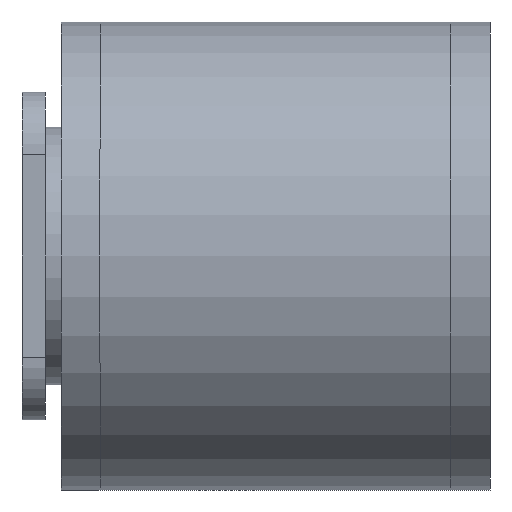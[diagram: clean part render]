
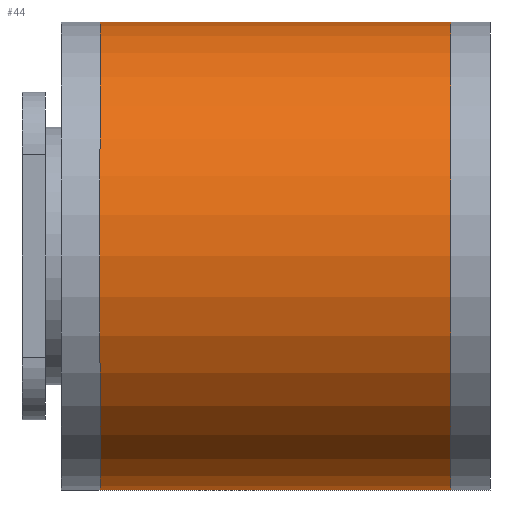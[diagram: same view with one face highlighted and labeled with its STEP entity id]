
A CAD part, left-side view. The second image highlights one B-rep face of the part: STEP entity #44.
In plain terms, the highlighted cylindrical face has radius 30 mm (diameter 60 mm), a partial arc.
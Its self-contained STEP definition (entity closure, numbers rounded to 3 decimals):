
#9 = CARTESIAN_POINT ( 'NONE',  ( 0., 0., 30. ) ) ;
#43 = ORIENTED_EDGE ( 'NONE', *, *, #442, .T. ) ;
#44 = ADVANCED_FACE ( 'NONE', ( #627 ), #1212, .T. ) ;
#49 = CARTESIAN_POINT ( 'NONE',  ( 0., 45., 0. ) ) ;
#52 = LINE ( 'NONE', #155, #703 ) ;
#131 = AXIS2_PLACEMENT_3D ( 'NONE', #350, #257, #360 ) ;
#132 = CIRCLE ( 'NONE', #610, 30. ) ;
#155 = CARTESIAN_POINT ( 'NONE',  ( 0., 45., -30. ) ) ;
#162 = EDGE_CURVE ( 'NONE', #876, #569, #1174, .T. ) ;
#175 = DIRECTION ( 'NONE',  ( 0., -1., 0. ) ) ;
#181 = VECTOR ( 'NONE', #494, 1000. ) ;
#255 = CARTESIAN_POINT ( 'NONE',  ( 0., 0., 0. ) ) ;
#257 = DIRECTION ( 'NONE',  ( 0., -1., 0. ) ) ;
#270 = CARTESIAN_POINT ( 'NONE',  ( 0., 45., -30. ) ) ;
#350 = CARTESIAN_POINT ( 'NONE',  ( 0., 45., 0. ) ) ;
#360 = DIRECTION ( 'NONE',  ( 0., 0., -1. ) ) ;
#385 = ORIENTED_EDGE ( 'NONE', *, *, #1219, .F. ) ;
#424 = DIRECTION ( 'NONE',  ( 0., 1., 0. ) ) ;
#436 = DIRECTION ( 'NONE',  ( 0., 1., 0. ) ) ;
#442 = EDGE_CURVE ( 'NONE', #897, #770, #132, .T. ) ;
#478 = EDGE_LOOP ( 'NONE', ( #385, #734, #1135, #43 ) ) ;
#489 = LINE ( 'NONE', #1089, #181 ) ;
#494 = DIRECTION ( 'NONE',  ( 0., -1., 0. ) ) ;
#569 = VERTEX_POINT ( 'NONE', #1236 ) ;
#610 = AXIS2_PLACEMENT_3D ( 'NONE', #255, #436, #1019 ) ;
#627 = FACE_OUTER_BOUND ( 'NONE', #478, .T. ) ;
#646 = AXIS2_PLACEMENT_3D ( 'NONE', #49, #424, #816 ) ;
#703 = VECTOR ( 'NONE', #175, 1000. ) ;
#734 = ORIENTED_EDGE ( 'NONE', *, *, #162, .F. ) ;
#770 = VERTEX_POINT ( 'NONE', #9 ) ;
#813 = EDGE_CURVE ( 'NONE', #876, #897, #52, .T. ) ;
#816 = DIRECTION ( 'NONE',  ( 0., 0., 1. ) ) ;
#876 = VERTEX_POINT ( 'NONE', #270 ) ;
#897 = VERTEX_POINT ( 'NONE', #1100 ) ;
#1019 = DIRECTION ( 'NONE',  ( 0., 0., 1. ) ) ;
#1089 = CARTESIAN_POINT ( 'NONE',  ( 0., 45., 30. ) ) ;
#1100 = CARTESIAN_POINT ( 'NONE',  ( 0., 0., -30. ) ) ;
#1135 = ORIENTED_EDGE ( 'NONE', *, *, #813, .T. ) ;
#1174 = CIRCLE ( 'NONE', #646, 30. ) ;
#1212 = CYLINDRICAL_SURFACE ( 'NONE', #131, 30. ) ;
#1219 = EDGE_CURVE ( 'NONE', #569, #770, #489, .T. ) ;
#1236 = CARTESIAN_POINT ( 'NONE',  ( 0., 45., 30. ) ) ;
